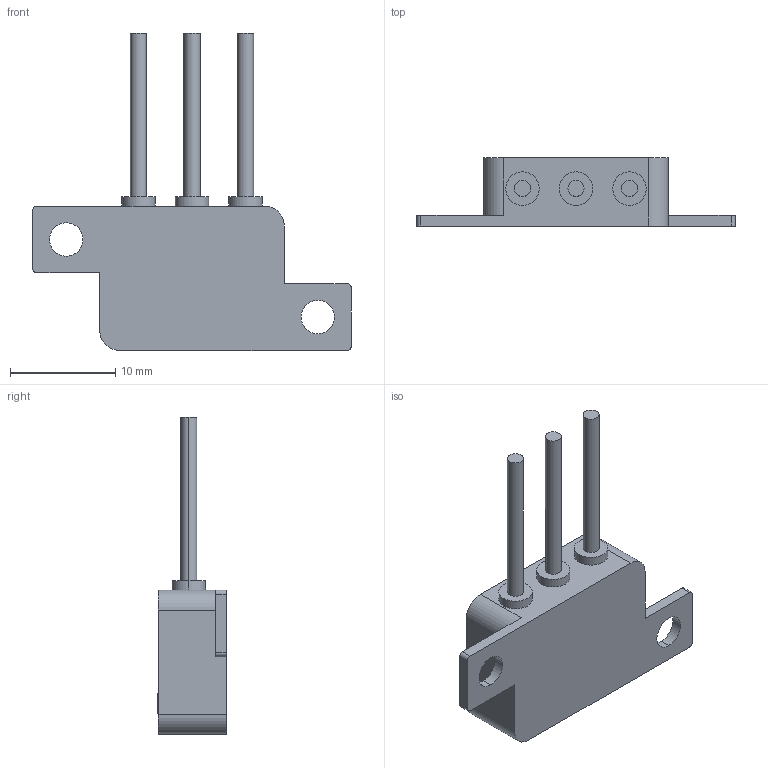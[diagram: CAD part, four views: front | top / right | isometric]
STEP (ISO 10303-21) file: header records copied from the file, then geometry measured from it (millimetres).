
FILE_DESCRIPTION (( 'STEP AP203' ), '1' );
FILE_NAME ('D100749G-STEP Rev A.STEP', '2021-11-11T13:55:14', ( '' ), ( '' ), 'SwSTEP 2.0', 'SolidWorks 2018', '' );
FILE_SCHEMA (( 'CONFIG_CONTROL_DESIGN' ));
Length unit declared in the file: inch
Products named in the file (1): D100749G-STEP Rev A
Bounding box: 30.23 x 6.5 x 30.1 mm (x, y, z)
Volume: 1710.1 mm3; surface area: 1288.9 mm2
Topology: 1 solids, 1 shells, 198 faces, 507 edges, 338 vertices
Faces by surface type: plane 133, cylinder 34, bspline 31
Entity records: 8000 total; most frequent: CARTESIAN_POINT 3235, ORIENTED_EDGE 1014, DIRECTION 849, EDGE_CURVE 507, VECTOR 377, LINE 377, VERTEX_POINT 338, AXIS2_PLACEMENT_3D 236
